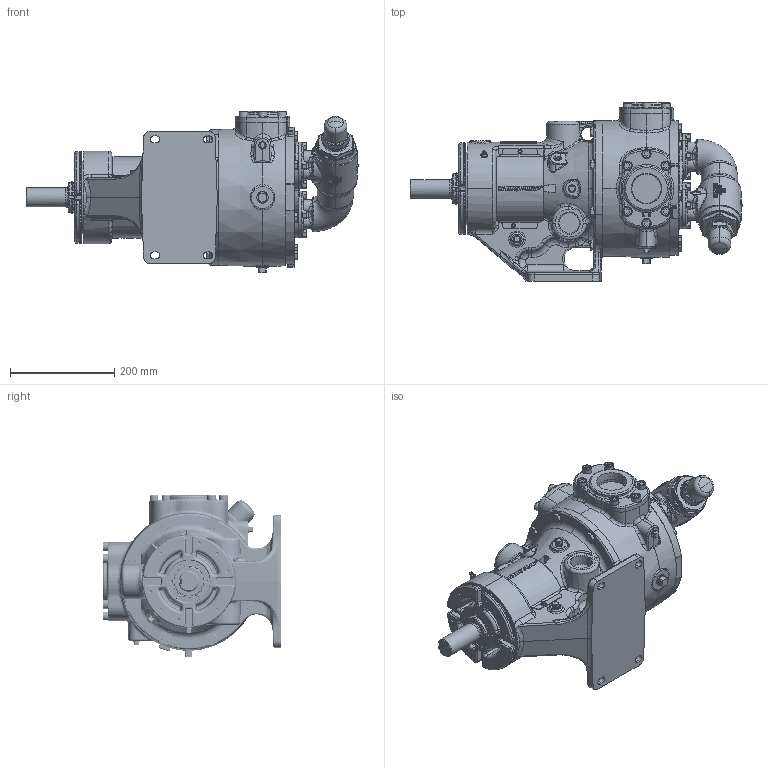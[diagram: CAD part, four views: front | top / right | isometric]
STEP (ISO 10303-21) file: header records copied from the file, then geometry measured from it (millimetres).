
FILE_DESCRIPTION (( 'STEP AP214' ), '1' );
FILE_NAME ('LV-4517.STEP', '2024-04-03T14:30:39', ( '' ), ( '' ), 'SwSTEP 2.0', 'SolidWorks 2022', '' );
FILE_SCHEMA (( 'AUTOMOTIVE_DESIGN' ));
Length unit declared in the file: inch
Products named in the file (1): LV-4517
Bounding box: 637.52 x 343.03 x 309.77 mm (x, y, z)
Volume: 16889238.1 mm3; surface area: 841513.4 mm2
Topology: 1 solids, 13 shells, 5442 faces, 13814 edges, 8535 vertices
Faces by surface type: plane 1749, bspline 1684, cylinder 1018, cone 728, torus 173, sphere 90
Entity records: 319409 total; most frequent: CARTESIAN_POINT 131687, ORIENTED_EDGE 27330, DIRECTION 19938, EDGE_CURVE 13665, VERTEX_POINT 8528, AXIS2_PLACEMENT_3D 7477, EDGE_LOOP 5769, LENGTH_MEASURE_WITH_UNIT 5445
